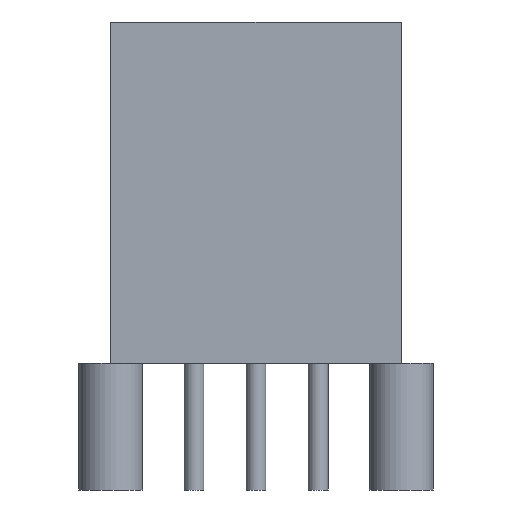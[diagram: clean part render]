
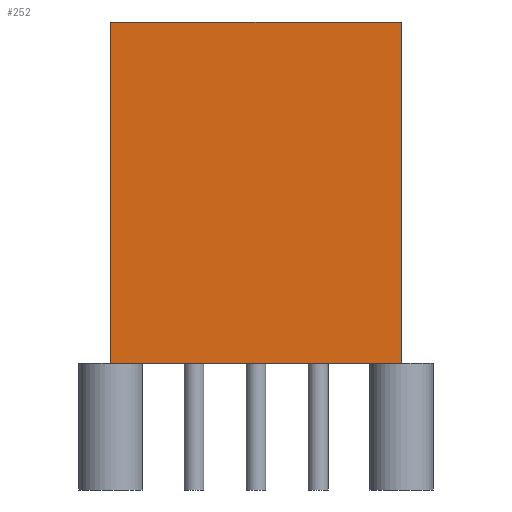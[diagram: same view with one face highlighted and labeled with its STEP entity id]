
A CAD part, front view. The second image highlights one B-rep face of the part: STEP entity #252.
In plain terms, the highlighted planar face has unit normal (0, -1, 0).
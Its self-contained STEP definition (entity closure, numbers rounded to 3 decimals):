
#83 = PLANE('',#84);
#84 = AXIS2_PLACEMENT_3D('',#85,#86,#87);
#85 = CARTESIAN_POINT('',(-3.35,-1.9,0.));
#86 = DIRECTION('',(-1.,0.,0.));
#87 = DIRECTION('',(0.,1.,0.));
#111 = PLANE('',#112);
#112 = AXIS2_PLACEMENT_3D('',#113,#114,#115);
#113 = CARTESIAN_POINT('',(2.5,1.25,13.75));
#114 = DIRECTION('',(0.,0.,-1.));
#115 = DIRECTION('',(0.,-1.,0.));
#139 = PLANE('',#140);
#140 = AXIS2_PLACEMENT_3D('',#141,#142,#143);
#141 = CARTESIAN_POINT('',(8.35,4.4,0.));
#142 = DIRECTION('',(1.,0.,-0.));
#143 = DIRECTION('',(0.,-1.,0.));
#165 = PLANE('',#166);
#166 = AXIS2_PLACEMENT_3D('',#167,#168,#169);
#167 = CARTESIAN_POINT('',(2.5,1.25,0.));
#168 = DIRECTION('',(0.,0.,-1.));
#169 = DIRECTION('',(0.,-1.,0.));
#182 = VERTEX_POINT('',#183);
#183 = CARTESIAN_POINT('',(8.35,-1.9,13.75));
#204 = EDGE_CURVE('',#205,#182,#207,.T.);
#205 = VERTEX_POINT('',#206);
#206 = CARTESIAN_POINT('',(8.35,-1.9,0.));
#207 = SURFACE_CURVE('',#208,(#212,#219),.PCURVE_S1.);
#208 = LINE('',#209,#210);
#209 = CARTESIAN_POINT('',(8.35,-1.9,0.));
#210 = VECTOR('',#211,1.);
#211 = DIRECTION('',(0.,0.,1.));
#212 = PCURVE('',#139,#213);
#213 = DEFINITIONAL_REPRESENTATION('',(#214),#218);
#214 = LINE('',#215,#216);
#215 = CARTESIAN_POINT('',(6.3,0.));
#216 = VECTOR('',#217,1.);
#217 = DIRECTION('',(0.,-1.));
#218 = ( GEOMETRIC_REPRESENTATION_CONTEXT(2) 
PARAMETRIC_REPRESENTATION_CONTEXT() REPRESENTATION_CONTEXT('2D SPACE',''
  ) );
#219 = PCURVE('',#220,#225);
#220 = PLANE('',#221);
#221 = AXIS2_PLACEMENT_3D('',#222,#223,#224);
#222 = CARTESIAN_POINT('',(8.35,-1.9,0.));
#223 = DIRECTION('',(0.,-1.,0.));
#224 = DIRECTION('',(-1.,0.,0.));
#225 = DEFINITIONAL_REPRESENTATION('',(#226),#230);
#226 = LINE('',#227,#228);
#227 = CARTESIAN_POINT('',(0.,-0.));
#228 = VECTOR('',#229,1.);
#229 = DIRECTION('',(0.,-1.));
#230 = ( GEOMETRIC_REPRESENTATION_CONTEXT(2) 
PARAMETRIC_REPRESENTATION_CONTEXT() REPRESENTATION_CONTEXT('2D SPACE',''
  ) );
#252 = ADVANCED_FACE('',(#253),#220,.T.);
#253 = FACE_BOUND('',#254,.T.);
#254 = EDGE_LOOP('',(#255,#256,#279,#302));
#255 = ORIENTED_EDGE('',*,*,#204,.T.);
#256 = ORIENTED_EDGE('',*,*,#257,.T.);
#257 = EDGE_CURVE('',#182,#258,#260,.T.);
#258 = VERTEX_POINT('',#259);
#259 = CARTESIAN_POINT('',(-3.35,-1.9,13.75));
#260 = SURFACE_CURVE('',#261,(#265,#272),.PCURVE_S1.);
#261 = LINE('',#262,#263);
#262 = CARTESIAN_POINT('',(8.35,-1.9,13.75));
#263 = VECTOR('',#264,1.);
#264 = DIRECTION('',(-1.,0.,0.));
#265 = PCURVE('',#220,#266);
#266 = DEFINITIONAL_REPRESENTATION('',(#267),#271);
#267 = LINE('',#268,#269);
#268 = CARTESIAN_POINT('',(0.,-13.75));
#269 = VECTOR('',#270,1.);
#270 = DIRECTION('',(1.,0.));
#271 = ( GEOMETRIC_REPRESENTATION_CONTEXT(2) 
PARAMETRIC_REPRESENTATION_CONTEXT() REPRESENTATION_CONTEXT('2D SPACE',''
  ) );
#272 = PCURVE('',#111,#273);
#273 = DEFINITIONAL_REPRESENTATION('',(#274),#278);
#274 = LINE('',#275,#276);
#275 = CARTESIAN_POINT('',(3.15,-5.85));
#276 = VECTOR('',#277,1.);
#277 = DIRECTION('',(0.,1.));
#278 = ( GEOMETRIC_REPRESENTATION_CONTEXT(2) 
PARAMETRIC_REPRESENTATION_CONTEXT() REPRESENTATION_CONTEXT('2D SPACE',''
  ) );
#279 = ORIENTED_EDGE('',*,*,#280,.F.);
#280 = EDGE_CURVE('',#281,#258,#283,.T.);
#281 = VERTEX_POINT('',#282);
#282 = CARTESIAN_POINT('',(-3.35,-1.9,0.));
#283 = SURFACE_CURVE('',#284,(#288,#295),.PCURVE_S1.);
#284 = LINE('',#285,#286);
#285 = CARTESIAN_POINT('',(-3.35,-1.9,0.));
#286 = VECTOR('',#287,1.);
#287 = DIRECTION('',(0.,0.,1.));
#288 = PCURVE('',#220,#289);
#289 = DEFINITIONAL_REPRESENTATION('',(#290),#294);
#290 = LINE('',#291,#292);
#291 = CARTESIAN_POINT('',(11.7,0.));
#292 = VECTOR('',#293,1.);
#293 = DIRECTION('',(0.,-1.));
#294 = ( GEOMETRIC_REPRESENTATION_CONTEXT(2) 
PARAMETRIC_REPRESENTATION_CONTEXT() REPRESENTATION_CONTEXT('2D SPACE',''
  ) );
#295 = PCURVE('',#83,#296);
#296 = DEFINITIONAL_REPRESENTATION('',(#297),#301);
#297 = LINE('',#298,#299);
#298 = CARTESIAN_POINT('',(0.,0.));
#299 = VECTOR('',#300,1.);
#300 = DIRECTION('',(0.,-1.));
#301 = ( GEOMETRIC_REPRESENTATION_CONTEXT(2) 
PARAMETRIC_REPRESENTATION_CONTEXT() REPRESENTATION_CONTEXT('2D SPACE',''
  ) );
#302 = ORIENTED_EDGE('',*,*,#303,.F.);
#303 = EDGE_CURVE('',#205,#281,#304,.T.);
#304 = SURFACE_CURVE('',#305,(#309,#316),.PCURVE_S1.);
#305 = LINE('',#306,#307);
#306 = CARTESIAN_POINT('',(8.35,-1.9,0.));
#307 = VECTOR('',#308,1.);
#308 = DIRECTION('',(-1.,0.,0.));
#309 = PCURVE('',#220,#310);
#310 = DEFINITIONAL_REPRESENTATION('',(#311),#315);
#311 = LINE('',#312,#313);
#312 = CARTESIAN_POINT('',(0.,-0.));
#313 = VECTOR('',#314,1.);
#314 = DIRECTION('',(1.,0.));
#315 = ( GEOMETRIC_REPRESENTATION_CONTEXT(2) 
PARAMETRIC_REPRESENTATION_CONTEXT() REPRESENTATION_CONTEXT('2D SPACE',''
  ) );
#316 = PCURVE('',#165,#317);
#317 = DEFINITIONAL_REPRESENTATION('',(#318),#322);
#318 = LINE('',#319,#320);
#319 = CARTESIAN_POINT('',(3.15,-5.85));
#320 = VECTOR('',#321,1.);
#321 = DIRECTION('',(0.,1.));
#322 = ( GEOMETRIC_REPRESENTATION_CONTEXT(2) 
PARAMETRIC_REPRESENTATION_CONTEXT() REPRESENTATION_CONTEXT('2D SPACE',''
  ) );
